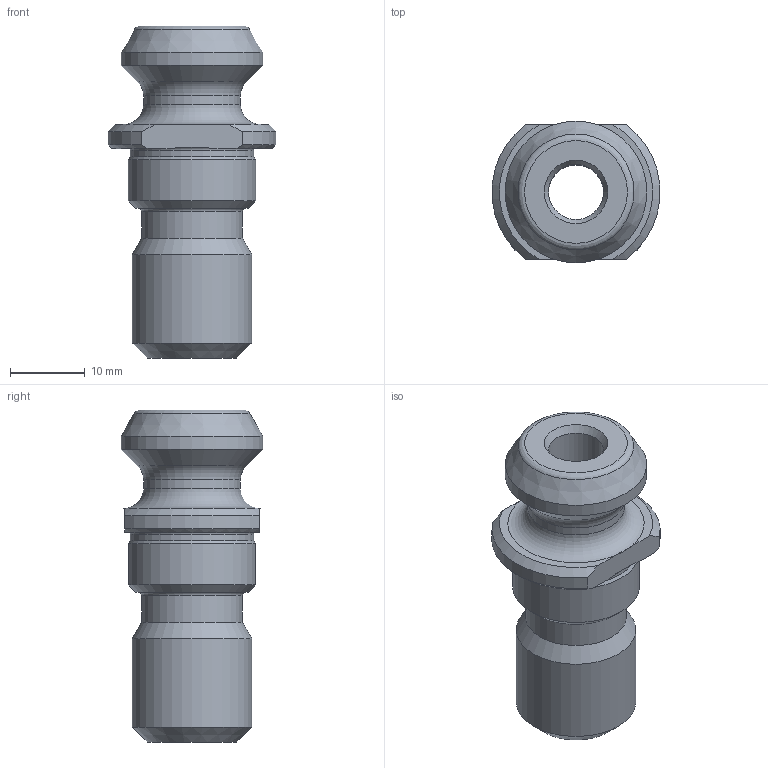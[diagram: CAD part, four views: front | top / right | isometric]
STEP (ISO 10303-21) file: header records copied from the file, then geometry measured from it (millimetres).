
FILE_DESCRIPTION(/* description */ (''),/* implementation_level */ '2;1');
FILE_NAME(/* name */ '1498471791386.stp',/* time_stamp */ '2017-06-26T12:09:55+02:00',/* author */ (''),/* organization */ ('SMS'),/* preprocessor_version */ 'ST-DEVELOPER v15',/* originating_system */ 'SIEMENS PLM Software NX 8.5',/* authorisation */ '');
FILE_SCHEMA (('AUTOMOTIVE_DESIGN { 1 0 10303 214 3 1 1 1 }'));
Length unit declared in the file: millimetre
Products named in the file (1): 201120604MOD000_00
Bounding box: 22.42 x 18.95 x 44.4 mm (x, y, z)
Volume: 7239.3 mm3; surface area: 3919.2 mm2
Topology: 1 solids, 1 shells, 40 faces, 92 edges, 56 vertices
Faces by surface type: cone 14, plane 12, cylinder 9, torus 5
Full cylindrical faces by diameter (mm): 7.35 x1, 12.95 x1, 13.5 x1, 16 x1, 16.5 x1, 17 x1, 18.95 x1
Entity records: 1050 total; most frequent: CARTESIAN_POINT 198, DIRECTION 182, ORIENTED_EDGE 134, AXIS2_PLACEMENT_3D 83, EDGE_CURVE 67, EDGE_LOOP 64, VERTEX_POINT 51, FACE_BOUND 48
